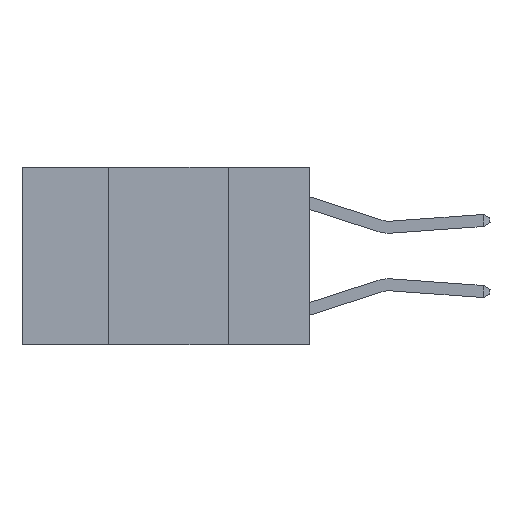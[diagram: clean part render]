
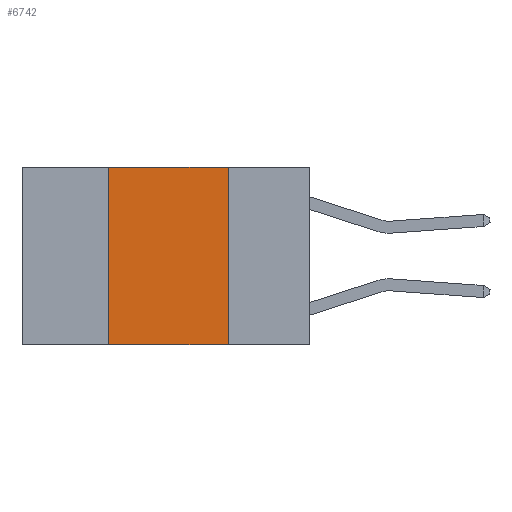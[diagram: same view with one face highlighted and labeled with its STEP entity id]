
A CAD part, left-side view. The second image highlights one B-rep face of the part: STEP entity #6742.
In plain terms, the highlighted planar face has unit normal (-1, 0, 0).
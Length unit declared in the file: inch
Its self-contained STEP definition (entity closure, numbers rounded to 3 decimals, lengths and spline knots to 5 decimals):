
#569 = CARTESIAN_POINT ( 'NONE',  ( 0., 0.42, 0. ) ) ;
#1006 = AXIS2_PLACEMENT_3D ( 'NONE', #9400, #5188, #7762 ) ;
#1741 = VERTEX_POINT ( 'NONE', #3349 ) ;
#2182 = LINE ( 'NONE', #7366, #2796 ) ;
#2322 = LINE ( 'NONE', #8048, #2921 ) ;
#2669 = VERTEX_POINT ( 'NONE', #3704 ) ;
#2796 = VECTOR ( 'NONE', #8282, 39.37008 ) ;
#2921 = VECTOR ( 'NONE', #8935, 39.37008 ) ;
#3025 = CARTESIAN_POINT ( 'NONE',  ( 0., 0.42, -0.37 ) ) ;
#3345 = CARTESIAN_POINT ( 'NONE',  ( 0., 0.42, 0. ) ) ;
#3349 = CARTESIAN_POINT ( 'NONE',  ( 0., 0.17, 0. ) ) ;
#3704 = CARTESIAN_POINT ( 'NONE',  ( 0., 0.17, -0.37 ) ) ;
#4088 = ORIENTED_EDGE ( 'NONE', *, *, #5822, .F. ) ;
#4164 = LINE ( 'NONE', #3345, #10419 ) ;
#4814 = VERTEX_POINT ( 'NONE', #3025 ) ;
#4886 = ORIENTED_EDGE ( 'NONE', *, *, #6888, .F. ) ;
#5188 = DIRECTION ( 'NONE',  ( 1., 0., 0. ) ) ;
#5323 = LINE ( 'NONE', #5653, #7055 ) ;
#5653 = CARTESIAN_POINT ( 'NONE',  ( 0., 0.6, 0. ) ) ;
#5822 = EDGE_CURVE ( 'NONE', #6168, #1741, #5323, .T. ) ;
#5843 = EDGE_LOOP ( 'NONE', ( #4886, #4088, #6858, #6609 ) ) ;
#5901 = DIRECTION ( 'NONE',  ( 0., 0., 1. ) ) ;
#6168 = VERTEX_POINT ( 'NONE', #569 ) ;
#6609 = ORIENTED_EDGE ( 'NONE', *, *, #8324, .T. ) ;
#6742 = ADVANCED_FACE ( 'NONE', ( #7656 ), #10152, .F. ) ;
#6858 = ORIENTED_EDGE ( 'NONE', *, *, #10610, .F. ) ;
#6888 = EDGE_CURVE ( 'NONE', #1741, #2669, #2182, .T. ) ;
#7055 = VECTOR ( 'NONE', #8982, 39.37008 ) ;
#7366 = CARTESIAN_POINT ( 'NONE',  ( 0., 0.17, 0. ) ) ;
#7656 = FACE_OUTER_BOUND ( 'NONE', #5843, .T. ) ;
#7762 = DIRECTION ( 'NONE',  ( 0., 0., -1. ) ) ;
#8048 = CARTESIAN_POINT ( 'NONE',  ( 0., 0.6, -0.37 ) ) ;
#8282 = DIRECTION ( 'NONE',  ( 0., 0., -1. ) ) ;
#8324 = EDGE_CURVE ( 'NONE', #4814, #2669, #2322, .T. ) ;
#8935 = DIRECTION ( 'NONE',  ( 0., -1., 0. ) ) ;
#8982 = DIRECTION ( 'NONE',  ( 0., -1., 0. ) ) ;
#9400 = CARTESIAN_POINT ( 'NONE',  ( 0., 0.6, 0. ) ) ;
#10152 = PLANE ( 'NONE',  #1006 ) ;
#10419 = VECTOR ( 'NONE', #5901, 39.37008 ) ;
#10610 = EDGE_CURVE ( 'NONE', #4814, #6168, #4164, .T. ) ;
